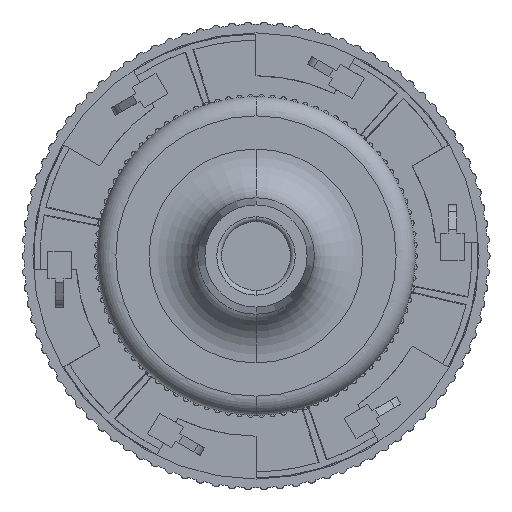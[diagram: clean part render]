
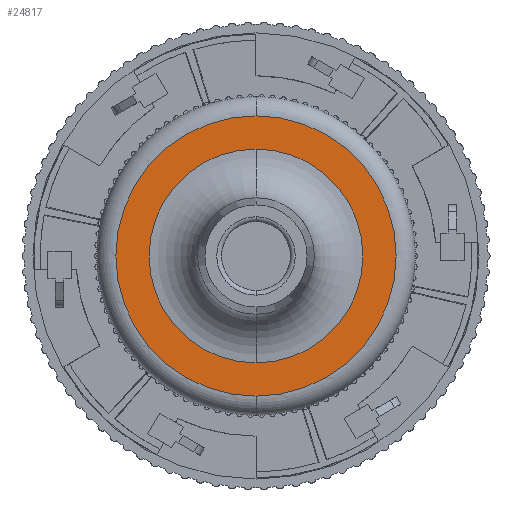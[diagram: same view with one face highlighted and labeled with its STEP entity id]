
A CAD part, front view. The second image highlights one B-rep face of the part: STEP entity #24817.
In plain terms, the highlighted planar face has unit normal (0, -1, 0).
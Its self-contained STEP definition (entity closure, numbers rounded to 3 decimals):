
#405 = AXIS2_PLACEMENT_3D ( 'NONE', #5431, #13745, #22064 ) ;
#484 = DIRECTION ( 'NONE',  ( 0., 0., -1. ) ) ;
#1429 = DIRECTION ( 'NONE',  ( 0., 0., -1. ) ) ;
#1435 = VERTEX_POINT ( 'NONE', #8120 ) ;
#1786 = DIRECTION ( 'NONE',  ( 0., 0., -1. ) ) ;
#2453 = DIRECTION ( 'NONE',  ( 0., 0., -1. ) ) ;
#3136 = AXIS2_PLACEMENT_3D ( 'NONE', #12891, #19181, #484 ) ;
#4939 = VERTEX_POINT ( 'NONE', #15488 ) ;
#5431 = CARTESIAN_POINT ( 'NONE',  ( -29.5, -22.5, 0. ) ) ;
#5569 = CIRCLE ( 'NONE', #20802, 22.5 ) ;
#5959 = ORIENTED_EDGE ( 'NONE', *, *, #17008, .T. ) ;
#7484 = FACE_BOUND ( 'NONE', #22444, .T. ) ;
#8120 = CARTESIAN_POINT ( 'NONE',  ( 0., -22.5, -29.5 ) ) ;
#8221 = AXIS2_PLACEMENT_3D ( 'NONE', #12825, #21143, #2453 ) ;
#9367 = ORIENTED_EDGE ( 'NONE', *, *, #13009, .T. ) ;
#9707 = EDGE_LOOP ( 'NONE', ( #9367, #5959 ) ) ;
#11806 = CARTESIAN_POINT ( 'NONE',  ( 0., -22.5, 0. ) ) ;
#12140 = CARTESIAN_POINT ( 'NONE',  ( 0., -22.5, 0. ) ) ;
#12825 = CARTESIAN_POINT ( 'NONE',  ( 0., -22.5, 0. ) ) ;
#12891 = CARTESIAN_POINT ( 'NONE',  ( 0., -22.5, 0. ) ) ;
#13009 = EDGE_CURVE ( 'NONE', #1435, #16788, #14909, .T. ) ;
#13745 = DIRECTION ( 'NONE',  ( 0., 1., 0. ) ) ;
#14909 = CIRCLE ( 'NONE', #3136, 29.5 ) ;
#15488 = CARTESIAN_POINT ( 'NONE',  ( 0., -22.5, -22.5 ) ) ;
#15805 = FACE_OUTER_BOUND ( 'NONE', #9707, .T. ) ;
#16360 = EDGE_CURVE ( 'NONE', #23560, #4939, #5569, .T. ) ;
#16788 = VERTEX_POINT ( 'NONE', #24302 ) ;
#16978 = ORIENTED_EDGE ( 'NONE', *, *, #22333, .F. ) ;
#17008 = EDGE_CURVE ( 'NONE', #16788, #1435, #19978, .T. ) ;
#19181 = DIRECTION ( 'NONE',  ( 0., -1., 0. ) ) ;
#19978 = CIRCLE ( 'NONE', #8221, 29.5 ) ;
#20128 = DIRECTION ( 'NONE',  ( 0., -1., 0. ) ) ;
#20470 = DIRECTION ( 'NONE',  ( 0., -1., 0. ) ) ;
#20802 = AXIS2_PLACEMENT_3D ( 'NONE', #11806, #20128, #1429 ) ;
#21143 = DIRECTION ( 'NONE',  ( 0., -1., 0. ) ) ;
#21605 = CIRCLE ( 'NONE', #25094, 22.5 ) ;
#22019 = ORIENTED_EDGE ( 'NONE', *, *, #16360, .F. ) ;
#22064 = DIRECTION ( 'NONE',  ( 0., 0., 1. ) ) ;
#22333 = EDGE_CURVE ( 'NONE', #4939, #23560, #21605, .T. ) ;
#22444 = EDGE_LOOP ( 'NONE', ( #16978, #22019 ) ) ;
#23560 = VERTEX_POINT ( 'NONE', #24341 ) ;
#24116 = PLANE ( 'NONE',  #405 ) ;
#24302 = CARTESIAN_POINT ( 'NONE',  ( 0., -22.5, 29.5 ) ) ;
#24341 = CARTESIAN_POINT ( 'NONE',  ( 0., -22.5, 22.5 ) ) ;
#24817 = ADVANCED_FACE ( 'NONE', ( #7484, #15805 ), #24116, .F. ) ;
#25094 = AXIS2_PLACEMENT_3D ( 'NONE', #12140, #20470, #1786 ) ;
